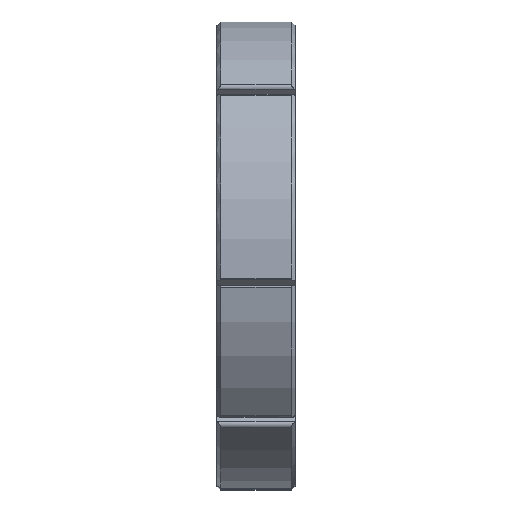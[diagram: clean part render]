
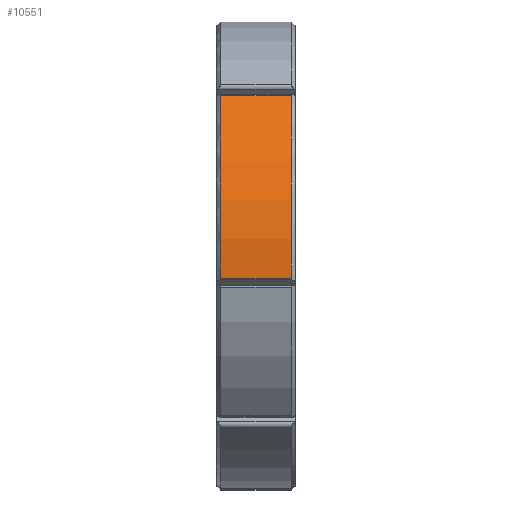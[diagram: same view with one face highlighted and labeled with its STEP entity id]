
A CAD part, top view. The second image highlights one B-rep face of the part: STEP entity #10551.
In plain terms, the highlighted cylindrical face has radius 60 mm (diameter 120 mm), a partial arc.
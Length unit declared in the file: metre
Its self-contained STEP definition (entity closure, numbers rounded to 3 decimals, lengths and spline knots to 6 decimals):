
#601=CIRCLE('',#11639,0.06);
#602=CIRCLE('',#11640,0.06);
#836=CYLINDRICAL_SURFACE('',#11638,0.06);
#2187=ORIENTED_EDGE('',*,*,#5422,.T.);
#2188=ORIENTED_EDGE('',*,*,#5423,.T.);
#2189=ORIENTED_EDGE('',*,*,#5424,.T.);
#2190=ORIENTED_EDGE('',*,*,#5425,.T.);
#5422=EDGE_CURVE('',#7013,#7014,#601,.F.);
#5423=EDGE_CURVE('',#7014,#7015,#7689,.F.);
#5424=EDGE_CURVE('',#7015,#7016,#602,.T.);
#5425=EDGE_CURVE('',#7016,#7013,#7690,.T.);
#7013=VERTEX_POINT('',#17702);
#7014=VERTEX_POINT('',#17703);
#7015=VERTEX_POINT('',#17705);
#7016=VERTEX_POINT('',#17707);
#7689=LINE('',#17704,#8575);
#7690=LINE('',#17708,#8576);
#8575=VECTOR('',#13926,1.);
#8576=VECTOR('',#13929,1.);
#9132=EDGE_LOOP('',(#2187,#2188,#2189,#2190));
#9756=FACE_BOUND('',#9132,.T.);
#10551=ADVANCED_FACE('',(#9756),#836,.T.);
#11638=AXIS2_PLACEMENT_3D('',#17700,#13922,#13923);
#11639=AXIS2_PLACEMENT_3D('',#17701,#13924,#13925);
#11640=AXIS2_PLACEMENT_3D('',#17706,#13927,#13928);
#13922=DIRECTION('',(1.,0.,0.));
#13923=DIRECTION('',(0.,0.,-1.));
#13924=DIRECTION('',(1.,0.,0.));
#13925=DIRECTION('',(0.,0.,-1.));
#13926=DIRECTION('',(1.,0.,0.));
#13927=DIRECTION('',(1.,0.,0.));
#13928=DIRECTION('',(0.,0.,-1.));
#13929=DIRECTION('',(1.,0.,0.));
#17700=CARTESIAN_POINT('',(-0.000004,0.,0.));
#17701=CARTESIAN_POINT('',(0.019,0.,0.));
#17702=CARTESIAN_POINT('',(0.019,-0.005795,0.05972));
#17703=CARTESIAN_POINT('',(0.019,0.040964,0.04384));
#17704=CARTESIAN_POINT('',(-0.000004,0.040964,0.04384));
#17705=CARTESIAN_POINT('',(0.001,0.040964,0.04384));
#17706=CARTESIAN_POINT('',(0.001,0.,0.));
#17707=CARTESIAN_POINT('',(0.001,-0.005795,0.05972));
#17708=CARTESIAN_POINT('',(-0.000004,-0.005795,0.05972));
